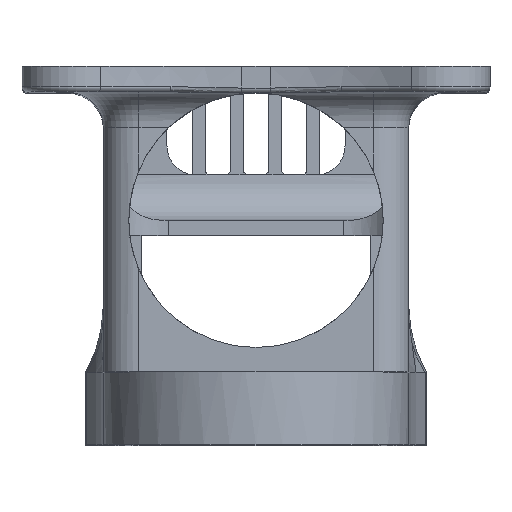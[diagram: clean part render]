
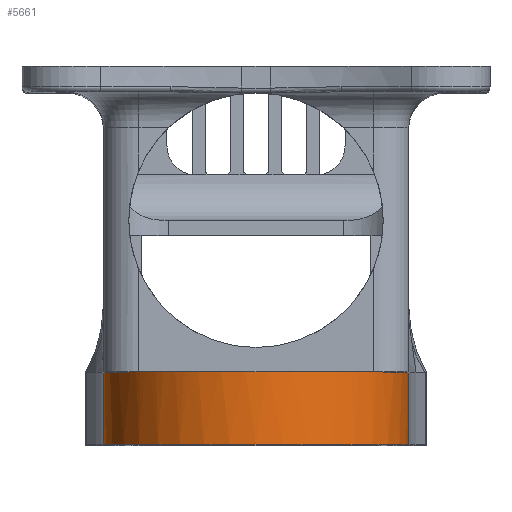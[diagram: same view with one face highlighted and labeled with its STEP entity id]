
A CAD part, top view. The second image highlights one B-rep face of the part: STEP entity #5661.
In plain terms, the highlighted cylindrical face has radius 30 mm (diameter 60 mm), a partial arc.
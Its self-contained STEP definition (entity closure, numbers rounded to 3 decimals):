
#113=ELLIPSE('',#5751,106.32,30.);
#114=ELLIPSE('',#5758,106.32,30.);
#467=FACE_OUTER_BOUND('',#776,.T.);
#776=EDGE_LOOP('',(#4967,#4968,#4969,#4970,#4971,#4972,#4973,#4974,#4975,
#4976,#4977,#4978));
#863=CIRCLE('',#5754,30.);
#1036=CIRCLE('',#6045,30.);
#1037=CIRCLE('',#6046,30.);
#1096=CIRCLE('',#6183,30.);
#1509=LINE('',#10982,#1961);
#1510=LINE('',#10986,#1962);
#1511=LINE('',#10987,#1963);
#1512=LINE('',#10988,#1964);
#1961=VECTOR('',#7531,69.);
#1962=VECTOR('',#7536,69.);
#1963=VECTOR('',#7537,10.);
#1964=VECTOR('',#7538,10.);
#2042=B_SPLINE_CURVE_WITH_KNOTS('',3,(#7842,#7843,#7844,#7845,#7846,#7847,
#7848,#7849,#7850,#7851,#7852,#7853),.UNSPECIFIED.,.F.,.F.,(4,2,2,2,2,4),
(7.122,7.47,7.817,8.512,9.123,
9.291),.UNSPECIFIED.);
#2044=B_SPLINE_CURVE_WITH_KNOTS('',3,(#7906,#7907,#7908,#7909,#7910,#7911,
#7912,#7913,#7914,#7915,#7916,#7917),.UNSPECIFIED.,.F.,.F.,(4,2,2,2,2,4),
(0.443,0.611,1.221,1.916,
2.264,2.612),.UNSPECIFIED.);
#2173=VERTEX_POINT('',#7839);
#2174=VERTEX_POINT('',#7841);
#2179=VERTEX_POINT('',#7865);
#2184=VERTEX_POINT('',#7877);
#2188=VERTEX_POINT('',#7904);
#2192=VERTEX_POINT('',#7925);
#2531=VERTEX_POINT('',#9572);
#2532=VERTEX_POINT('',#9574);
#2539=VERTEX_POINT('',#9588);
#2540=VERTEX_POINT('',#9590);
#2651=VERTEX_POINT('',#10980);
#2652=VERTEX_POINT('',#10984);
#2723=EDGE_CURVE('',#2173,#2174,#2042,.T.);
#2729=EDGE_CURVE('',#2174,#2179,#113,.T.);
#2736=EDGE_CURVE('',#2173,#2184,#863,.T.);
#2741=EDGE_CURVE('',#2188,#2184,#2044,.T.);
#2746=EDGE_CURVE('',#2188,#2192,#114,.F.);
#3224=EDGE_CURVE('',#2532,#2531,#1036,.T.);
#3232=EDGE_CURVE('',#2540,#2539,#1037,.T.);
#3464=EDGE_CURVE('',#2651,#2531,#1509,.T.);
#3465=EDGE_CURVE('',#2651,#2652,#1096,.T.);
#3466=EDGE_CURVE('',#2540,#2652,#1510,.T.);
#3467=EDGE_CURVE('',#2539,#2179,#1511,.T.);
#3468=EDGE_CURVE('',#2532,#2192,#1512,.T.);
#4967=ORIENTED_EDGE('',*,*,#3464,.F.);
#4968=ORIENTED_EDGE('',*,*,#3465,.T.);
#4969=ORIENTED_EDGE('',*,*,#3466,.F.);
#4970=ORIENTED_EDGE('',*,*,#3232,.T.);
#4971=ORIENTED_EDGE('',*,*,#3467,.T.);
#4972=ORIENTED_EDGE('',*,*,#2729,.F.);
#4973=ORIENTED_EDGE('',*,*,#2723,.F.);
#4974=ORIENTED_EDGE('',*,*,#2736,.T.);
#4975=ORIENTED_EDGE('',*,*,#2741,.F.);
#4976=ORIENTED_EDGE('',*,*,#2746,.T.);
#4977=ORIENTED_EDGE('',*,*,#3468,.F.);
#4978=ORIENTED_EDGE('',*,*,#3224,.T.);
#5407=CYLINDRICAL_SURFACE('',#6182,30.);
#5661=ADVANCED_FACE('',(#467),#5407,.T.);
#5751=AXIS2_PLACEMENT_3D('',#7866,#6301,#6302);
#5754=AXIS2_PLACEMENT_3D('',#7879,#6312,#6313);
#5758=AXIS2_PLACEMENT_3D('',#7927,#6326,#6327);
#6045=AXIS2_PLACEMENT_3D('',#9575,#7135,#7136);
#6046=AXIS2_PLACEMENT_3D('',#9591,#7144,#7145);
#6182=AXIS2_PLACEMENT_3D('',#10983,#7532,#7533);
#6183=AXIS2_PLACEMENT_3D('',#10985,#7534,#7535);
#6301=DIRECTION('center_axis',(-0.959,0.282,0.));
#6302=DIRECTION('ref_axis',(-0.282,-0.959,0.));
#6312=DIRECTION('center_axis',(0.,-1.,0.));
#6313=DIRECTION('ref_axis',(-1.,0.,0.));
#6326=DIRECTION('center_axis',(0.959,0.282,0.));
#6327=DIRECTION('ref_axis',(-0.282,0.959,0.));
#7135=DIRECTION('center_axis',(0.,-1.,0.));
#7136=DIRECTION('ref_axis',(-1.,0.,0.));
#7144=DIRECTION('center_axis',(0.,-1.,0.));
#7145=DIRECTION('ref_axis',(-1.,0.,0.));
#7531=DIRECTION('',(0.,1.,0.));
#7532=DIRECTION('center_axis',(0.,1.,0.));
#7533=DIRECTION('ref_axis',(-1.,0.,0.));
#7534=DIRECTION('center_axis',(0.,1.,0.));
#7535=DIRECTION('ref_axis',(-1.,0.,0.));
#7536=DIRECTION('',(0.,-1.,0.));
#7537=DIRECTION('',(0.,1.,0.));
#7538=DIRECTION('',(0.,1.,0.));
#7839=CARTESIAN_POINT('',(11.463,16.2,74.973));
#7841=CARTESIAN_POINT('',(25.614,26.788,62.868));
#7842=CARTESIAN_POINT('Ctrl Pts',(11.463,16.2,74.973));
#7843=CARTESIAN_POINT('Ctrl Pts',(12.534,16.2,74.531));
#7844=CARTESIAN_POINT('Ctrl Pts',(13.605,16.318,74.014));
#7845=CARTESIAN_POINT('Ctrl Pts',(15.676,16.775,72.856));
#7846=CARTESIAN_POINT('Ctrl Pts',(16.675,17.113,72.216));
#7847=CARTESIAN_POINT('Ctrl Pts',(19.482,18.4,70.18));
#7848=CARTESIAN_POINT('Ctrl Pts',(21.094,19.626,68.664));
#7849=CARTESIAN_POINT('Ctrl Pts',(23.441,22.19,66.044));
#7850=CARTESIAN_POINT('Ctrl Pts',(24.423,23.675,64.718));
#7851=CARTESIAN_POINT('Ctrl Pts',(25.301,25.819,63.373));
#7852=CARTESIAN_POINT('Ctrl Pts',(25.47,26.297,63.105));
#7853=CARTESIAN_POINT('Ctrl Pts',(25.614,26.788,62.868));
#7865=CARTESIAN_POINT('',(27.,31.5,60.327));
#7866=CARTESIAN_POINT('Origin',(0.,-60.3,47.25));
#7877=CARTESIAN_POINT('',(-11.463,16.2,74.973));
#7879=CARTESIAN_POINT('Origin',(0.,16.2,47.25));
#7904=CARTESIAN_POINT('',(-25.614,26.788,62.868));
#7906=CARTESIAN_POINT('Ctrl Pts',(-25.614,26.788,62.868));
#7907=CARTESIAN_POINT('Ctrl Pts',(-25.47,26.297,63.105));
#7908=CARTESIAN_POINT('Ctrl Pts',(-25.301,25.819,63.373));
#7909=CARTESIAN_POINT('Ctrl Pts',(-24.423,23.675,64.718));
#7910=CARTESIAN_POINT('Ctrl Pts',(-23.441,22.19,66.044));
#7911=CARTESIAN_POINT('Ctrl Pts',(-21.094,19.626,68.664));
#7912=CARTESIAN_POINT('Ctrl Pts',(-19.482,18.4,70.18));
#7913=CARTESIAN_POINT('Ctrl Pts',(-16.675,17.113,72.216));
#7914=CARTESIAN_POINT('Ctrl Pts',(-15.676,16.775,72.856));
#7915=CARTESIAN_POINT('Ctrl Pts',(-13.605,16.318,74.014));
#7916=CARTESIAN_POINT('Ctrl Pts',(-12.534,16.2,74.531));
#7917=CARTESIAN_POINT('Ctrl Pts',(-11.463,16.2,74.973));
#7925=CARTESIAN_POINT('',(-27.,31.5,60.327));
#7927=CARTESIAN_POINT('Origin',(0.,-60.3,47.25));
#9572=CARTESIAN_POINT('',(-30.,14.2,47.294));
#9574=CARTESIAN_POINT('',(-27.,14.2,60.327));
#9575=CARTESIAN_POINT('Origin',(0.,14.2,47.25));
#9588=CARTESIAN_POINT('',(27.,14.2,60.327));
#9590=CARTESIAN_POINT('',(30.,14.2,47.294));
#9591=CARTESIAN_POINT('Origin',(0.,14.2,47.25));
#10980=CARTESIAN_POINT('',(-30.,0.,47.294));
#10982=CARTESIAN_POINT('',(-30.,0.,47.294));
#10983=CARTESIAN_POINT('Origin',(0.,0.,47.25));
#10984=CARTESIAN_POINT('',(30.,0.,47.294));
#10985=CARTESIAN_POINT('Origin',(0.,0.,47.25));
#10986=CARTESIAN_POINT('',(30.,0.,47.294));
#10987=CARTESIAN_POINT('',(27.,0.,60.327));
#10988=CARTESIAN_POINT('',(-27.,0.,60.327));
